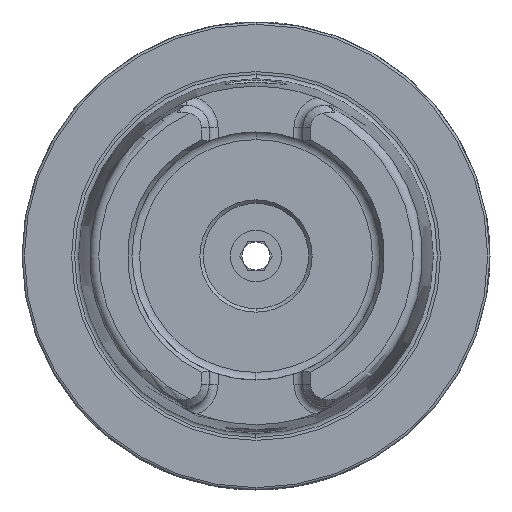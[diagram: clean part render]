
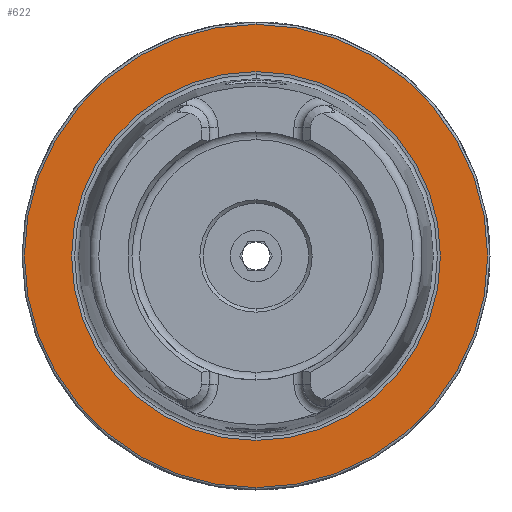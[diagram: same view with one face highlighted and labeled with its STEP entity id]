
A CAD part, left-side view. The second image highlights one B-rep face of the part: STEP entity #622.
In plain terms, the highlighted planar face has unit normal (-1, 0, 0).
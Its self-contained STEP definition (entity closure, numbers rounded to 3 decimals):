
#622 = ADVANCED_FACE ( 'NONE', ( #3125, #3113 ), #4092, .F. ) ;
#1001 = EDGE_CURVE ( 'NONE', #2705, #2700, #3726, .T. ) ;
#1002 = EDGE_CURVE ( 'NONE', #2708, #2707, #3728, .T. ) ;
#1271 = EDGE_CURVE ( 'NONE', #2707, #2708, #3994, .T. ) ;
#1456 = EDGE_CURVE ( 'NONE', #2700, #2705, #7900, .T. ) ;
#1572 = AXIS2_PLACEMENT_3D ( 'NONE', #4089, #4094, #4095 ) ;
#1774 = ORIENTED_EDGE ( 'NONE', *, *, #1001, .F. ) ;
#1775 = ORIENTED_EDGE ( 'NONE', *, *, #1456, .F. ) ;
#1776 = ORIENTED_EDGE ( 'NONE', *, *, #1271, .T. ) ;
#1777 = ORIENTED_EDGE ( 'NONE', *, *, #1002, .T. ) ;
#2700 = VERTEX_POINT ( 'NONE', #9280 ) ;
#2705 = VERTEX_POINT ( 'NONE', #9285 ) ;
#2707 = VERTEX_POINT ( 'NONE', #9287 ) ;
#2708 = VERTEX_POINT ( 'NONE', #9288 ) ;
#3113 = FACE_OUTER_BOUND ( 'NONE', #10065, .T. ) ;
#3125 = FACE_BOUND ( 'NONE', #10066, .T. ) ;
#3726 = CIRCLE ( 'NONE', #5223, 39.405 ) ;
#3728 = CIRCLE ( 'NONE', #5224, 49.5 ) ;
#3994 = CIRCLE ( 'NONE', #5305, 49.5 ) ;
#4089 = CARTESIAN_POINT ( 'NONE',  ( 0., 49.5, 0. ) ) ;
#4092 = PLANE ( 'NONE',  #1572 ) ;
#4094 = DIRECTION ( 'NONE',  ( 1., 0., 0. ) ) ;
#4095 = DIRECTION ( 'NONE',  ( 0., 0., -1. ) ) ;
#5223 = AXIS2_PLACEMENT_3D ( 'NONE', #5849, #5850, #5851 ) ;
#5224 = AXIS2_PLACEMENT_3D ( 'NONE', #5854, #5855, #5856 ) ;
#5305 = AXIS2_PLACEMENT_3D ( 'NONE', #7536, #7537, #7538 ) ;
#5372 = AXIS2_PLACEMENT_3D ( 'NONE', #9038, #9039, #9040 ) ;
#5849 = CARTESIAN_POINT ( 'NONE',  ( 0., 0., 0. ) ) ;
#5850 = DIRECTION ( 'NONE',  ( -1., 0., 0. ) ) ;
#5851 = DIRECTION ( 'NONE',  ( 0., 0., 1. ) ) ;
#5854 = CARTESIAN_POINT ( 'NONE',  ( 0., 0., 0. ) ) ;
#5855 = DIRECTION ( 'NONE',  ( -1., 0., 0. ) ) ;
#5856 = DIRECTION ( 'NONE',  ( 0., 0., 1. ) ) ;
#7536 = CARTESIAN_POINT ( 'NONE',  ( 0., 0., 0. ) ) ;
#7537 = DIRECTION ( 'NONE',  ( -1., 0., 0. ) ) ;
#7538 = DIRECTION ( 'NONE',  ( 0., 0., 1. ) ) ;
#7900 = CIRCLE ( 'NONE', #5372, 39.405 ) ;
#9038 = CARTESIAN_POINT ( 'NONE',  ( 0., 0., 0. ) ) ;
#9039 = DIRECTION ( 'NONE',  ( -1., 0., 0. ) ) ;
#9040 = DIRECTION ( 'NONE',  ( 0., 0., 1. ) ) ;
#9280 = CARTESIAN_POINT ( 'NONE',  ( 0., 0., -39.405 ) ) ;
#9285 = CARTESIAN_POINT ( 'NONE',  ( 0., 0., 39.405 ) ) ;
#9287 = CARTESIAN_POINT ( 'NONE',  ( 0., 0., 49.5 ) ) ;
#9288 = CARTESIAN_POINT ( 'NONE',  ( 0., 0., -49.5 ) ) ;
#10065 = EDGE_LOOP ( 'NONE', ( #1776, #1777 ) ) ;
#10066 = EDGE_LOOP ( 'NONE', ( #1774, #1775 ) ) ;
